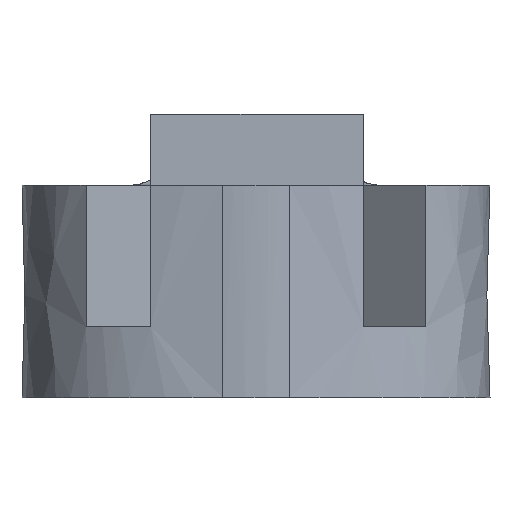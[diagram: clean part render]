
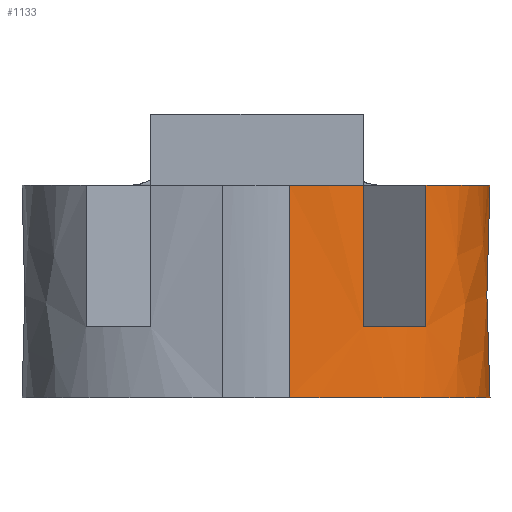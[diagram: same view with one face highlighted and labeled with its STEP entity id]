
A CAD part, front view. The second image highlights one B-rep face of the part: STEP entity #1133.
In plain terms, the highlighted free-form (B-spline) face has degree [5, 1] with [15, 2] control points.
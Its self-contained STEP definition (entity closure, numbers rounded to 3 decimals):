
#16=(
BOUNDED_SURFACE()
B_SPLINE_SURFACE(5,1,((#2027,#2028),(#2029,#2030),(#2031,#2032),(#2033,
#2034),(#2035,#2036),(#2037,#2038),(#2039,#2040),(#2041,#2042),(#2043,#2044),
(#2045,#2046),(#2047,#2048),(#2049,#2050),(#2051,#2052),(#2053,#2054),(#2055,
#2056)),.UNSPECIFIED.,.F.,.F.,.F.)
B_SPLINE_SURFACE_WITH_KNOTS((6,1,1,1,1,1,1,1,1,1,6),(2,2),(-0.934,
-0.9,-0.8,-0.7,-0.6,-0.5,-0.4,-0.3,-0.2,-0.1,0.),(0.,0.3),.UNSPECIFIED.)
GEOMETRIC_REPRESENTATION_ITEM()
RATIONAL_B_SPLINE_SURFACE(((1.,1.),(1.,1.),(1.,1.),(1.,1.),(1.,1.),(1.,
1.),(1.,1.),(1.,1.),(1.,1.),(1.,1.),(1.,1.),(1.,1.),(1.,1.),(1.,1.),(1.,
1.)))
REPRESENTATION_ITEM('')
SURFACE()
);
#18=(
BOUNDED_CURVE()
B_SPLINE_CURVE(5,(#1661,#1662,#1663,#1664,#1665,#1666,#1667,#1668,#1669,
#1670,#1671),.UNSPECIFIED.,.F.,.F.)
B_SPLINE_CURVE_WITH_KNOTS((6,1,1,1,1,1,6),(-0.593,-0.5,-0.4,
-0.3,-0.2,-0.1,0.),.UNSPECIFIED.)
CURVE()
GEOMETRIC_REPRESENTATION_ITEM()
RATIONAL_B_SPLINE_CURVE((1.,1.,1.,1.,1.,1.,1.,1.,1.,1.,1.))
REPRESENTATION_ITEM('')
);
#22=(
BOUNDED_CURVE()
B_SPLINE_CURVE(5,(#1964,#1965,#1966,#1967,#1968,#1969,#1970,#1971),
 .UNSPECIFIED.,.F.,.F.)
B_SPLINE_CURVE_WITH_KNOTS((6,1,1,6),(-0.934,-0.9,-0.8,-0.771),
 .UNSPECIFIED.)
CURVE()
GEOMETRIC_REPRESENTATION_ITEM()
RATIONAL_B_SPLINE_CURVE((1.,1.,1.,1.,1.,1.,1.,1.))
REPRESENTATION_ITEM('')
);
#23=(
BOUNDED_CURVE()
B_SPLINE_CURVE(5,(#2059,#2060,#2061,#2062,#2063,#2064,#2065,#2066,#2067,
#2068,#2069,#2070,#2071,#2072,#2073),.UNSPECIFIED.,.F.,.F.)
B_SPLINE_CURVE_WITH_KNOTS((6,1,1,1,1,1,1,1,1,1,6),(0.,0.1,0.2,0.3,0.4,0.5,
0.6,0.7,0.8,0.9,0.934),.UNSPECIFIED.)
CURVE()
GEOMETRIC_REPRESENTATION_ITEM()
RATIONAL_B_SPLINE_CURVE((1.,1.,1.,1.,1.,1.,1.,1.,1.,1.,1.,1.,1.,1.,1.))
REPRESENTATION_ITEM('')
);
#36=B_SPLINE_CURVE_WITH_KNOTS('',3,(#1821,#1822,#1823,#1824,#1825,#1826),
 .UNSPECIFIED.,.F.,.F.,(4,2,4),(-0.26,-0.184,-0.121),
 .UNSPECIFIED.);
#41=B_SPLINE_CURVE_WITH_KNOTS('',3,(#1895,#1896,#1897,#1898),
 .UNSPECIFIED.,.F.,.F.,(4,4),(-0.25,-0.05),.UNSPECIFIED.);
#42=B_SPLINE_CURVE_WITH_KNOTS('',3,(#1985,#1986,#1987,#1988),
 .UNSPECIFIED.,.F.,.F.,(4,4),(-0.2,0.),.UNSPECIFIED.);
#141=FACE_OUTER_BOUND('',#201,.T.);
#201=EDGE_LOOP('',(#1013,#1014,#1015,#1016,#1017,#1018,#1019,#1020));
#317=LINE('',#2026,#432);
#318=LINE('',#2058,#433);
#432=VECTOR('',#1518,10.);
#433=VECTOR('',#1519,10.);
#469=VERTEX_POINT('',#1658);
#470=VERTEX_POINT('',#1660);
#514=VERTEX_POINT('',#1818);
#515=VERTEX_POINT('',#1820);
#530=VERTEX_POINT('',#1962);
#531=VERTEX_POINT('',#1963);
#540=VERTEX_POINT('',#2024);
#541=VERTEX_POINT('',#2057);
#589=EDGE_CURVE('',#469,#470,#18,.T.);
#648=EDGE_CURVE('',#515,#514,#36,.T.);
#669=EDGE_CURVE('',#469,#515,#41,.T.);
#676=EDGE_CURVE('',#530,#531,#22,.T.);
#684=EDGE_CURVE('',#514,#531,#42,.T.);
#702=EDGE_CURVE('',#540,#470,#317,.T.);
#703=EDGE_CURVE('',#541,#530,#318,.T.);
#704=EDGE_CURVE('',#540,#541,#23,.T.);
#1013=ORIENTED_EDGE('',*,*,#684,.T.);
#1014=ORIENTED_EDGE('',*,*,#676,.F.);
#1015=ORIENTED_EDGE('',*,*,#703,.F.);
#1016=ORIENTED_EDGE('',*,*,#704,.F.);
#1017=ORIENTED_EDGE('',*,*,#702,.T.);
#1018=ORIENTED_EDGE('',*,*,#589,.F.);
#1019=ORIENTED_EDGE('',*,*,#669,.T.);
#1020=ORIENTED_EDGE('',*,*,#648,.T.);
#1133=ADVANCED_FACE('',(#141),#16,.T.);
#1518=DIRECTION('',(0.,0.,1.));
#1519=DIRECTION('',(0.,0.,1.));
#1658=CARTESIAN_POINT('',(2.399,-8.901,3.));
#1660=CARTESIAN_POINT('',(3.225,-5.861,3.));
#1661=CARTESIAN_POINT('Ctrl Pts',(2.399,-8.901,3.));
#1662=CARTESIAN_POINT('Ctrl Pts',(2.476,-8.846,3.));
#1663=CARTESIAN_POINT('Ctrl Pts',(2.628,-8.725,3.));
#1664=CARTESIAN_POINT('Ctrl Pts',(2.831,-8.52,3.));
#1665=CARTESIAN_POINT('Ctrl Pts',(3.046,-8.199,3.));
#1666=CARTESIAN_POINT('Ctrl Pts',(3.222,-7.724,3.));
#1667=CARTESIAN_POINT('Ctrl Pts',(3.31,-7.171,3.));
#1668=CARTESIAN_POINT('Ctrl Pts',(3.315,-6.677,3.));
#1669=CARTESIAN_POINT('Ctrl Pts',(3.283,-6.28,3.));
#1670=CARTESIAN_POINT('Ctrl Pts',(3.247,-6.003,3.));
#1671=CARTESIAN_POINT('Ctrl Pts',(3.225,-5.861,3.));
#1818=CARTESIAN_POINT('',(1.515,-9.314,1.));
#1820=CARTESIAN_POINT('',(2.399,-8.901,1.));
#1821=CARTESIAN_POINT('Ctrl Pts',(2.399,-8.901,1.));
#1822=CARTESIAN_POINT('Ctrl Pts',(2.257,-9.002,1.));
#1823=CARTESIAN_POINT('Ctrl Pts',(2.105,-9.086,1.));
#1824=CARTESIAN_POINT('Ctrl Pts',(1.814,-9.215,1.));
#1825=CARTESIAN_POINT('Ctrl Pts',(1.671,-9.267,1.));
#1826=CARTESIAN_POINT('Ctrl Pts',(1.515,-9.314,1.));
#1895=CARTESIAN_POINT('Ctrl Pts',(2.399,-8.901,3.));
#1896=CARTESIAN_POINT('Ctrl Pts',(2.399,-8.901,2.333));
#1897=CARTESIAN_POINT('Ctrl Pts',(2.399,-8.901,1.667));
#1898=CARTESIAN_POINT('Ctrl Pts',(2.399,-8.901,1.));
#1962=CARTESIAN_POINT('',(0.468,-9.51,3.));
#1963=CARTESIAN_POINT('',(1.515,-9.314,3.));
#1964=CARTESIAN_POINT('Ctrl Pts',(0.468,-9.51,3.));
#1965=CARTESIAN_POINT('Ctrl Pts',(0.516,-9.505,3.));
#1966=CARTESIAN_POINT('Ctrl Pts',(0.702,-9.485,3.));
#1967=CARTESIAN_POINT('Ctrl Pts',(0.922,-9.454,3.));
#1968=CARTESIAN_POINT('Ctrl Pts',(1.131,-9.414,3.));
#1969=CARTESIAN_POINT('Ctrl Pts',(1.33,-9.367,3.));
#1970=CARTESIAN_POINT('Ctrl Pts',(1.481,-9.324,3.));
#1971=CARTESIAN_POINT('Ctrl Pts',(1.515,-9.314,3.));
#1985=CARTESIAN_POINT('Ctrl Pts',(1.515,-9.314,1.));
#1986=CARTESIAN_POINT('Ctrl Pts',(1.515,-9.314,1.667));
#1987=CARTESIAN_POINT('Ctrl Pts',(1.515,-9.314,2.333));
#1988=CARTESIAN_POINT('Ctrl Pts',(1.515,-9.314,3.));
#2024=CARTESIAN_POINT('',(3.225,-5.861,0.));
#2026=CARTESIAN_POINT('',(3.225,-5.861,0.));
#2027=CARTESIAN_POINT('Ctrl Pts',(0.468,-9.51,0.));
#2028=CARTESIAN_POINT('Ctrl Pts',(0.468,-9.51,3.));
#2029=CARTESIAN_POINT('Ctrl Pts',(0.516,-9.505,0.));
#2030=CARTESIAN_POINT('Ctrl Pts',(0.516,-9.505,3.));
#2031=CARTESIAN_POINT('Ctrl Pts',(0.702,-9.485,0.));
#2032=CARTESIAN_POINT('Ctrl Pts',(0.702,-9.485,3.));
#2033=CARTESIAN_POINT('Ctrl Pts',(1.017,-9.44,0.));
#2034=CARTESIAN_POINT('Ctrl Pts',(1.017,-9.44,3.));
#2035=CARTESIAN_POINT('Ctrl Pts',(1.436,-9.353,0.));
#2036=CARTESIAN_POINT('Ctrl Pts',(1.436,-9.353,3.));
#2037=CARTESIAN_POINT('Ctrl Pts',(1.921,-9.194,0.));
#2038=CARTESIAN_POINT('Ctrl Pts',(1.921,-9.194,3.));
#2039=CARTESIAN_POINT('Ctrl Pts',(2.393,-8.941,0.));
#2040=CARTESIAN_POINT('Ctrl Pts',(2.393,-8.941,3.));
#2041=CARTESIAN_POINT('Ctrl Pts',(2.768,-8.613,0.));
#2042=CARTESIAN_POINT('Ctrl Pts',(2.768,-8.613,3.));
#2043=CARTESIAN_POINT('Ctrl Pts',(3.043,-8.206,0.));
#2044=CARTESIAN_POINT('Ctrl Pts',(3.043,-8.206,3.));
#2045=CARTESIAN_POINT('Ctrl Pts',(3.222,-7.724,0.));
#2046=CARTESIAN_POINT('Ctrl Pts',(3.222,-7.724,3.));
#2047=CARTESIAN_POINT('Ctrl Pts',(3.31,-7.171,0.));
#2048=CARTESIAN_POINT('Ctrl Pts',(3.31,-7.171,3.));
#2049=CARTESIAN_POINT('Ctrl Pts',(3.315,-6.677,0.));
#2050=CARTESIAN_POINT('Ctrl Pts',(3.315,-6.677,3.));
#2051=CARTESIAN_POINT('Ctrl Pts',(3.283,-6.28,0.));
#2052=CARTESIAN_POINT('Ctrl Pts',(3.283,-6.28,3.));
#2053=CARTESIAN_POINT('Ctrl Pts',(3.247,-6.003,0.));
#2054=CARTESIAN_POINT('Ctrl Pts',(3.247,-6.003,3.));
#2055=CARTESIAN_POINT('Ctrl Pts',(3.225,-5.861,0.));
#2056=CARTESIAN_POINT('Ctrl Pts',(3.225,-5.861,3.));
#2057=CARTESIAN_POINT('',(0.468,-9.51,0.));
#2058=CARTESIAN_POINT('',(0.468,-9.51,0.));
#2059=CARTESIAN_POINT('Ctrl Pts',(3.225,-5.861,0.));
#2060=CARTESIAN_POINT('Ctrl Pts',(3.247,-6.003,0.));
#2061=CARTESIAN_POINT('Ctrl Pts',(3.283,-6.28,0.));
#2062=CARTESIAN_POINT('Ctrl Pts',(3.315,-6.677,0.));
#2063=CARTESIAN_POINT('Ctrl Pts',(3.31,-7.171,0.));
#2064=CARTESIAN_POINT('Ctrl Pts',(3.222,-7.724,0.));
#2065=CARTESIAN_POINT('Ctrl Pts',(3.043,-8.206,0.));
#2066=CARTESIAN_POINT('Ctrl Pts',(2.768,-8.613,0.));
#2067=CARTESIAN_POINT('Ctrl Pts',(2.393,-8.941,0.));
#2068=CARTESIAN_POINT('Ctrl Pts',(1.921,-9.194,0.));
#2069=CARTESIAN_POINT('Ctrl Pts',(1.436,-9.353,0.));
#2070=CARTESIAN_POINT('Ctrl Pts',(1.017,-9.44,0.));
#2071=CARTESIAN_POINT('Ctrl Pts',(0.702,-9.485,0.));
#2072=CARTESIAN_POINT('Ctrl Pts',(0.516,-9.505,0.));
#2073=CARTESIAN_POINT('Ctrl Pts',(0.468,-9.51,0.));
